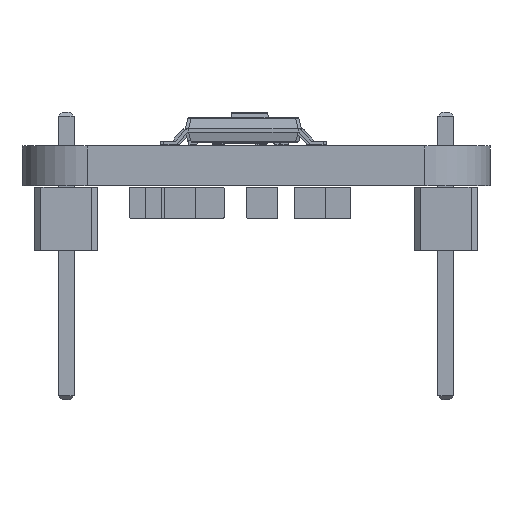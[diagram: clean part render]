
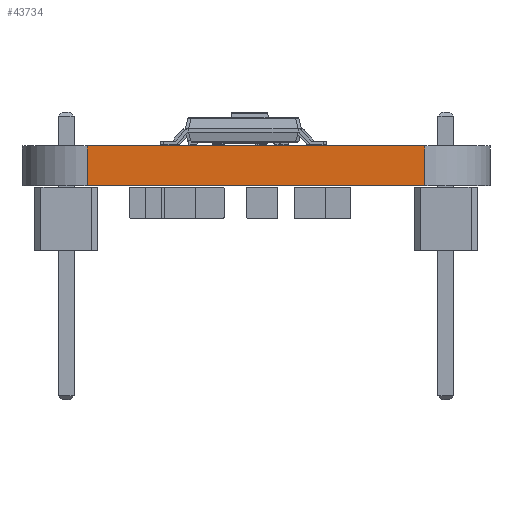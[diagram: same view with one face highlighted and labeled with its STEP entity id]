
A CAD part, front view. The second image highlights one B-rep face of the part: STEP entity #43734.
In plain terms, the highlighted planar face has unit normal (0, -1, 0).
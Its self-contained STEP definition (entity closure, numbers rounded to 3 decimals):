
#42354 = VERTEX_POINT('',#42355);
#42355 = CARTESIAN_POINT('',(0.836,-71.194,0.));
#42362 = EDGE_CURVE('',#42363,#42354,#42365,.T.);
#42363 = VERTEX_POINT('',#42364);
#42364 = CARTESIAN_POINT('',(14.404,-71.194,0.));
#42365 = LINE('',#42366,#42367);
#42366 = CARTESIAN_POINT('',(14.404,-71.194,0.));
#42367 = VECTOR('',#42368,1.);
#42368 = DIRECTION('',(-1.,0.,0.));
#43039 = VERTEX_POINT('',#43040);
#43040 = CARTESIAN_POINT('',(0.836,-71.194,1.6));
#43047 = EDGE_CURVE('',#43048,#43039,#43050,.T.);
#43048 = VERTEX_POINT('',#43049);
#43049 = CARTESIAN_POINT('',(14.404,-71.194,1.6));
#43050 = LINE('',#43051,#43052);
#43051 = CARTESIAN_POINT('',(14.404,-71.194,1.6));
#43052 = VECTOR('',#43053,1.);
#43053 = DIRECTION('',(-1.,0.,0.));
#43706 = EDGE_CURVE('',#42363,#43048,#43707,.T.);
#43707 = LINE('',#43708,#43709);
#43708 = CARTESIAN_POINT('',(14.404,-71.194,0.));
#43709 = VECTOR('',#43710,1.);
#43710 = DIRECTION('',(0.,0.,1.));
#43734 = ADVANCED_FACE('',(#43735),#43746,.T.);
#43735 = FACE_BOUND('',#43736,.T.);
#43736 = EDGE_LOOP('',(#43737,#43738,#43739,#43745));
#43737 = ORIENTED_EDGE('',*,*,#43706,.T.);
#43738 = ORIENTED_EDGE('',*,*,#43047,.T.);
#43739 = ORIENTED_EDGE('',*,*,#43740,.F.);
#43740 = EDGE_CURVE('',#42354,#43039,#43741,.T.);
#43741 = LINE('',#43742,#43743);
#43742 = CARTESIAN_POINT('',(0.836,-71.194,0.));
#43743 = VECTOR('',#43744,1.);
#43744 = DIRECTION('',(0.,0.,1.));
#43745 = ORIENTED_EDGE('',*,*,#42362,.F.);
#43746 = PLANE('',#43747);
#43747 = AXIS2_PLACEMENT_3D('',#43748,#43749,#43750);
#43748 = CARTESIAN_POINT('',(14.404,-71.194,0.));
#43749 = DIRECTION('',(0.,-1.,0.));
#43750 = DIRECTION('',(-1.,0.,0.));
